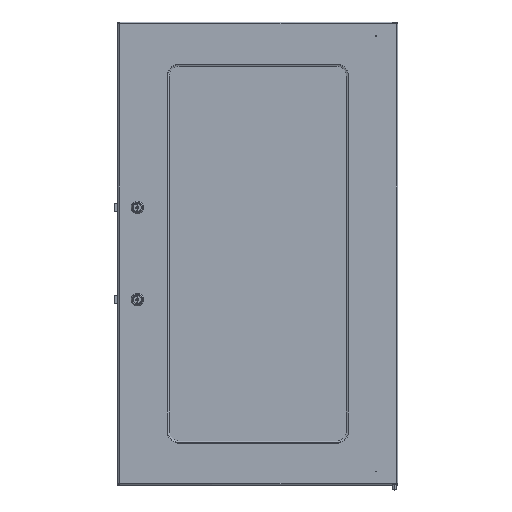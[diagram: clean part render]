
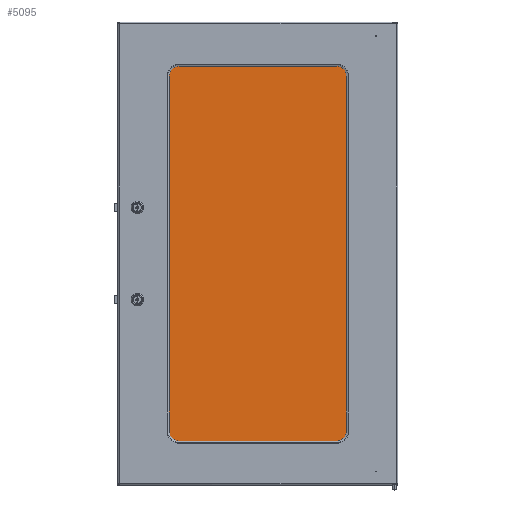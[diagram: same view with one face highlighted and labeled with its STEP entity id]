
A CAD part, top view. The second image highlights one B-rep face of the part: STEP entity #5095.
In plain terms, the highlighted planar face has unit normal (0, 0, 1).
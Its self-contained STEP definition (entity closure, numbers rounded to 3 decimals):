
#521 = CARTESIAN_POINT ( 'NONE',  ( -180., 363., -1.379 ) ) ;
#665 = LINE ( 'NONE', #4190, #9885 ) ;
#938 = EDGE_CURVE ( 'NONE', #6483, #1871, #665, .T. ) ;
#1016 = CARTESIAN_POINT ( 'NONE',  ( -180., -363., -1.379 ) ) ;
#1093 = VECTOR ( 'NONE', #9678, 1000. ) ;
#1164 = VECTOR ( 'NONE', #1394, 1000. ) ;
#1394 = DIRECTION ( 'NONE',  ( 0., -1., 0. ) ) ;
#1671 = LINE ( 'NONE', #7996, #2013 ) ;
#1701 = AXIS2_PLACEMENT_3D ( 'NONE', #11334, #3376, #11457 ) ;
#1871 = VERTEX_POINT ( 'NONE', #10921 ) ;
#2013 = VECTOR ( 'NONE', #6145, 1000. ) ;
#2582 = PLANE ( 'NONE',  #1701 ) ;
#3267 = FACE_OUTER_BOUND ( 'NONE', #7925, .T. ) ;
#3376 = DIRECTION ( 'NONE',  ( 0., 0., 1. ) ) ;
#4190 = CARTESIAN_POINT ( 'NONE',  ( -180., -363., -1.379 ) ) ;
#4509 = CARTESIAN_POINT ( 'NONE',  ( -180., 363., -1.379 ) ) ;
#4719 = EDGE_CURVE ( 'NONE', #7162, #6483, #8633, .T. ) ;
#5095 = ADVANCED_FACE ( 'NONE', ( #3267 ), #2582, .T. ) ;
#5846 = ORIENTED_EDGE ( 'NONE', *, *, #938, .T. ) ;
#6145 = DIRECTION ( 'NONE',  ( 0., 1., 0. ) ) ;
#6483 = VERTEX_POINT ( 'NONE', #1016 ) ;
#7033 = ORIENTED_EDGE ( 'NONE', *, *, #4719, .T. ) ;
#7162 = VERTEX_POINT ( 'NONE', #4509 ) ;
#7526 = ORIENTED_EDGE ( 'NONE', *, *, #10706, .T. ) ;
#7900 = CARTESIAN_POINT ( 'NONE',  ( -180., 363., -1.379 ) ) ;
#7925 = EDGE_LOOP ( 'NONE', ( #7033, #5846, #7526, #10190 ) ) ;
#7996 = CARTESIAN_POINT ( 'NONE',  ( 180., 363., -1.379 ) ) ;
#8633 = LINE ( 'NONE', #521, #1164 ) ;
#9678 = DIRECTION ( 'NONE',  ( -1., 0., 0. ) ) ;
#9885 = VECTOR ( 'NONE', #11268, 1000. ) ;
#9969 = VERTEX_POINT ( 'NONE', #11298 ) ;
#10130 = EDGE_CURVE ( 'NONE', #9969, #7162, #10497, .T. ) ;
#10190 = ORIENTED_EDGE ( 'NONE', *, *, #10130, .T. ) ;
#10497 = LINE ( 'NONE', #7900, #1093 ) ;
#10706 = EDGE_CURVE ( 'NONE', #1871, #9969, #1671, .T. ) ;
#10921 = CARTESIAN_POINT ( 'NONE',  ( 180., -363., -1.379 ) ) ;
#11268 = DIRECTION ( 'NONE',  ( 1., 0., 0. ) ) ;
#11298 = CARTESIAN_POINT ( 'NONE',  ( 180., 363., -1.379 ) ) ;
#11334 = CARTESIAN_POINT ( 'NONE',  ( -180., -363., -1.379 ) ) ;
#11457 = DIRECTION ( 'NONE',  ( 1., 0., 0. ) ) ;
